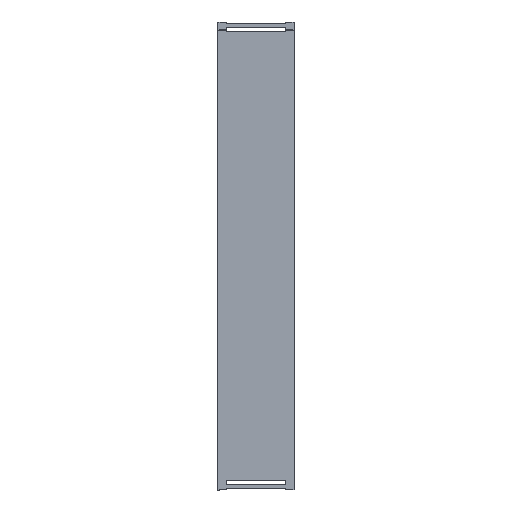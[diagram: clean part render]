
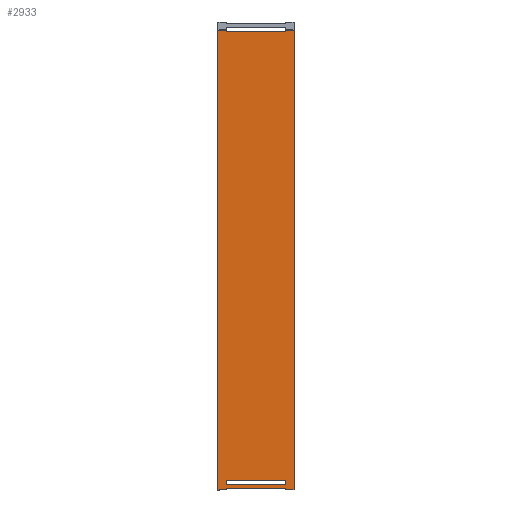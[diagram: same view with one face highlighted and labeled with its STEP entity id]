
A CAD part, front view. The second image highlights one B-rep face of the part: STEP entity #2933.
In plain terms, the highlighted planar face has unit normal (0, -1, 0).
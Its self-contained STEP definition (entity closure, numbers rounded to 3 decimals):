
#132=CARTESIAN_POINT('',(240.,0.,2995.555));
#139=DIRECTION('',(0.,0.,1.));
#140=VECTOR('',#139,7.097);
#141=CARTESIAN_POINT('',(240.,0.,2988.458));
#142=LINE('',#141,#140);
#234=DIRECTION('',(-1.,0.,0.));
#235=VECTOR('',#234,376.);
#236=CARTESIAN_POINT('',(238.,0.,38.125));
#237=LINE('',#236,#235);
#246=DIRECTION('',(0.,0.,1.));
#247=VECTOR('',#246,21.417);
#248=CARTESIAN_POINT('',(240.,0.,40.125));
#249=LINE('',#248,#247);
#258=DIRECTION('',(1.,0.,0.));
#259=VECTOR('',#258,376.);
#260=CARTESIAN_POINT('',(-138.,0.,63.542));
#261=LINE('',#260,#259);
#266=CARTESIAN_POINT('',(-138.,0.,10.708));
#267=DIRECTION('',(0.,1.,0.));
#268=DIRECTION('',(-1.,0.,0.));
#269=AXIS2_PLACEMENT_3D('',#266,#267,#268);
#271=DIRECTION('',(0.707,0.,0.707));
#272=VECTOR('',#271,4.243);
#273=CARTESIAN_POINT('',(-143.,0.,0.));
#274=LINE('',#273,#272);
#275=CARTESIAN_POINT('',(-138.,0.,2988.458));
#276=DIRECTION('',(0.,1.,0.));
#277=DIRECTION('',(0.,0.,-1.));
#278=AXIS2_PLACEMENT_3D('',#275,#276,#277);
#280=CARTESIAN_POINT('',(238.,0.,2988.458));
#281=DIRECTION('',(0.,1.,0.));
#282=DIRECTION('',(1.,0.,0.));
#283=AXIS2_PLACEMENT_3D('',#280,#281,#282);
#285=DIRECTION('',(0.707,0.,-0.707));
#286=VECTOR('',#285,4.243);
#287=CARTESIAN_POINT('',(240.,0.,3.));
#288=LINE('',#287,#286);
#289=CARTESIAN_POINT('',(238.,0.,10.708));
#290=DIRECTION('',(0.,1.,0.));
#291=DIRECTION('',(0.,0.,1.));
#292=AXIS2_PLACEMENT_3D('',#289,#290,#291);
#294=CARTESIAN_POINT('',(238.,0.,40.125));
#295=DIRECTION('',(0.,1.,0.));
#296=DIRECTION('',(1.,0.,0.));
#297=AXIS2_PLACEMENT_3D('',#294,#295,#296);
#299=CARTESIAN_POINT('',(238.,0.,61.542));
#300=DIRECTION('',(0.,1.,0.));
#301=DIRECTION('',(0.,0.,1.));
#302=AXIS2_PLACEMENT_3D('',#299,#300,#301);
#304=CARTESIAN_POINT('',(-138.,0.,61.542));
#305=DIRECTION('',(0.,1.,0.));
#306=DIRECTION('',(-1.,0.,0.));
#307=AXIS2_PLACEMENT_3D('',#304,#305,#306);
#309=CARTESIAN_POINT('',(-138.,0.,40.125));
#310=DIRECTION('',(0.,1.,0.));
#311=DIRECTION('',(0.,0.,-1.));
#312=AXIS2_PLACEMENT_3D('',#309,#310,#311);
#314=DIRECTION('',(1.,0.,0.));
#315=VECTOR('',#314,376.);
#316=CARTESIAN_POINT('',(-138.,0.,12.708));
#317=LINE('',#316,#315);
#330=DIRECTION('',(0.,0.,1.));
#331=VECTOR('',#330,7.708);
#332=CARTESIAN_POINT('',(240.,0.,3.));
#333=LINE('',#332,#331);
#377=DIRECTION('',(-1.,0.,0.));
#378=VECTOR('',#377,55.);
#379=CARTESIAN_POINT('',(298.,0.,0.));
#380=LINE('',#379,#378);
#738=CARTESIAN_POINT('',(298.,0.,2995.555));
#756=DIRECTION('',(0.,0.,-1.));
#757=VECTOR('',#756,2995.555);
#758=CARTESIAN_POINT('',(298.,0.,2995.555));
#759=LINE('',#758,#757);
#764=DIRECTION('',(1.,0.,0.));
#765=VECTOR('',#764,58.);
#766=CARTESIAN_POINT('',(240.,0.,2995.555));
#767=LINE('',#766,#765);
#1102=DIRECTION('',(0.,0.,-1.));
#1103=VECTOR('',#1102,7.708);
#1104=CARTESIAN_POINT('',(-140.,0.,10.708));
#1105=LINE('',#1104,#1103);
#1122=DIRECTION('',(-1.,0.,0.));
#1123=VECTOR('',#1122,55.);
#1124=CARTESIAN_POINT('',(-143.,0.,0.));
#1125=LINE('',#1124,#1123);
#1612=DIRECTION('',(0.,0.,-1.));
#1613=VECTOR('',#1612,7.097);
#1614=CARTESIAN_POINT('',(-140.,0.,2995.555));
#1615=LINE('',#1614,#1613);
#1654=DIRECTION('',(-1.,0.,0.));
#1655=VECTOR('',#1654,376.);
#1656=CARTESIAN_POINT('',(238.,0.,2986.458));
#1657=LINE('',#1656,#1655);
#1666=DIRECTION('',(1.,0.,0.));
#1667=VECTOR('',#1666,58.);
#1668=CARTESIAN_POINT('',(-198.,0.,
2995.555));
#1669=LINE('',#1668,#1667);
#1698=DIRECTION('',(0.,0.,1.));
#1699=VECTOR('',#1698,2995.555);
#1700=CARTESIAN_POINT('',(-198.,0.,0.));
#1701=LINE('',#1700,#1699);
#2044=DIRECTION('',(0.,0.,-1.));
#2045=VECTOR('',#2044,21.417);
#2046=CARTESIAN_POINT('',(-140.,0.,61.542));
#2047=LINE('',#2046,#2045);
#2094=CARTESIAN_POINT('',(-198.,0.,0.));
#2096=VERTEX_POINT('',#2094);
#2154=CARTESIAN_POINT('',(-198.,0.,2995.555));
#2155=VERTEX_POINT('',#2154);
#2164=CARTESIAN_POINT('',(-143.,0.,0.));
#2166=VERTEX_POINT('',#2164);
#2222=CARTESIAN_POINT('',(-140.,0.,10.708));
#2223=CARTESIAN_POINT('',(-138.,0.,12.708));
#2224=VERTEX_POINT('',#2222);
#2225=VERTEX_POINT('',#2223);
#2226=CARTESIAN_POINT('',(-140.,0.,3.));
#2227=VERTEX_POINT('',#2226);
#2230=CARTESIAN_POINT('',(-140.,0.,2995.555));
#2231=VERTEX_POINT('',#2230);
#2236=CARTESIAN_POINT('',(-138.,0.,2986.458));
#2237=CARTESIAN_POINT('',(-140.,0.,2988.458));
#2238=VERTEX_POINT('',#2236);
#2239=VERTEX_POINT('',#2237);
#2240=CARTESIAN_POINT('',(-138.,0.,38.125));
#2241=CARTESIAN_POINT('',(-140.,0.,40.125));
#2242=VERTEX_POINT('',#2240);
#2243=VERTEX_POINT('',#2241);
#2246=CARTESIAN_POINT('',(-140.,0.,61.542));
#2247=VERTEX_POINT('',#2246);
#2248=CARTESIAN_POINT('',(-138.,0.,63.542));
#2249=VERTEX_POINT('',#2248);
#2410=VERTEX_POINT('',#738);
#2426=CARTESIAN_POINT('',(243.,0.,0.));
#2428=VERTEX_POINT('',#2426);
#2435=CARTESIAN_POINT('',(298.,0.,0.));
#2437=VERTEX_POINT('',#2435);
#2460=VERTEX_POINT('',#132);
#2497=CARTESIAN_POINT('',(238.,0.,12.708));
#2498=CARTESIAN_POINT('',(240.,0.,10.708));
#2499=VERTEX_POINT('',#2497);
#2500=VERTEX_POINT('',#2498);
#2501=CARTESIAN_POINT('',(238.,0.,63.542));
#2502=CARTESIAN_POINT('',(240.,0.,61.542));
#2503=VERTEX_POINT('',#2501);
#2504=VERTEX_POINT('',#2502);
#2505=CARTESIAN_POINT('',(240.,0.,40.125));
#2506=CARTESIAN_POINT('',(238.,0.,38.125));
#2507=VERTEX_POINT('',#2505);
#2508=VERTEX_POINT('',#2506);
#2509=CARTESIAN_POINT('',(240.,0.,2988.458));
#2510=CARTESIAN_POINT('',(238.,0.,2986.458));
#2511=VERTEX_POINT('',#2509);
#2512=VERTEX_POINT('',#2510);
#2513=CARTESIAN_POINT('',(240.,0.,3.));
#2514=VERTEX_POINT('',#2513);
#2878=CARTESIAN_POINT('',(0.,0.,3050.));
#2879=DIRECTION('',(0.,1.,0.));
#2880=DIRECTION('',(-1.,0.,0.));
#2881=AXIS2_PLACEMENT_3D('',#2878,#2879,#2880);
#2882=PLANE('',#2881);
#2884=ORIENTED_EDGE('',*,*,#2883,.F.);
#2886=ORIENTED_EDGE('',*,*,#2885,.F.);
#2888=ORIENTED_EDGE('',*,*,#2887,.T.);
#2890=ORIENTED_EDGE('',*,*,#2889,.F.);
#2892=ORIENTED_EDGE('',*,*,#2891,.T.);
#2894=ORIENTED_EDGE('',*,*,#2893,.T.);
#2896=ORIENTED_EDGE('',*,*,#2895,.T.);
#2898=ORIENTED_EDGE('',*,*,#2897,.T.);
#2900=ORIENTED_EDGE('',*,*,#2899,.F.);
#2902=ORIENTED_EDGE('',*,*,#2901,.F.);
#2904=ORIENTED_EDGE('',*,*,#2903,.F.);
#2905=ORIENTED_EDGE('',*,*,#2723,.T.);
#2907=ORIENTED_EDGE('',*,*,#2906,.T.);
#2909=ORIENTED_EDGE('',*,*,#2908,.T.);
#2911=ORIENTED_EDGE('',*,*,#2910,.T.);
#2913=ORIENTED_EDGE('',*,*,#2912,.F.);
#2915=ORIENTED_EDGE('',*,*,#2914,.T.);
#2917=ORIENTED_EDGE('',*,*,#2916,.F.);
#2918=EDGE_LOOP('',(#2884,#2886,#2888,#2890,#2892,#2894,#2896,#2898,#2900,#2902,
#2904,#2905,#2907,#2909,#2911,#2913,#2915,#2917));
#2919=FACE_OUTER_BOUND('',#2918,.F.);
#2920=ORIENTED_EDGE('',*,*,#2815,.F.);
#2921=ORIENTED_EDGE('',*,*,#2829,.F.);
#2922=ORIENTED_EDGE('',*,*,#2843,.T.);
#2923=ORIENTED_EDGE('',*,*,#2857,.F.);
#2924=ORIENTED_EDGE('',*,*,#2869,.F.);
#2926=ORIENTED_EDGE('',*,*,#2925,.F.);
#2928=ORIENTED_EDGE('',*,*,#2927,.T.);
#2930=ORIENTED_EDGE('',*,*,#2929,.F.);
#2931=EDGE_LOOP('',(#2920,#2921,#2922,#2923,#2924,#2926,#2928,#2930));
#2932=FACE_BOUND('',#2931,.F.);
#2933=ADVANCED_FACE('',(#2919,#2932),#2882,.F.);
#270=CIRCLE('',#269,2.);
#279=CIRCLE('',#278,2.);
#284=CIRCLE('',#283,2.);
#293=CIRCLE('',#292,2.);
#298=CIRCLE('',#297,2.);
#303=CIRCLE('',#302,2.);
#308=CIRCLE('',#307,2.);
#313=CIRCLE('',#312,2.);
#2723=EDGE_CURVE('',#2511,#2460,#142,.T.);
#2815=EDGE_CURVE('',#2508,#2242,#237,.T.);
#2829=EDGE_CURVE('',#2507,#2508,#298,.T.);
#2843=EDGE_CURVE('',#2507,#2504,#249,.T.);
#2857=EDGE_CURVE('',#2503,#2504,#303,.T.);
#2869=EDGE_CURVE('',#2249,#2503,#261,.T.);
#2883=EDGE_CURVE('',#2225,#2499,#317,.T.);
#2885=EDGE_CURVE('',#2224,#2225,#270,.T.);
#2887=EDGE_CURVE('',#2224,#2227,#1105,.T.);
#2889=EDGE_CURVE('',#2166,#2227,#274,.T.);
#2891=EDGE_CURVE('',#2166,#2096,#1125,.T.);
#2893=EDGE_CURVE('',#2096,#2155,#1701,.T.);
#2895=EDGE_CURVE('',#2155,#2231,#1669,.T.);
#2897=EDGE_CURVE('',#2231,#2239,#1615,.T.);
#2899=EDGE_CURVE('',#2238,#2239,#279,.T.);
#2901=EDGE_CURVE('',#2512,#2238,#1657,.T.);
#2903=EDGE_CURVE('',#2511,#2512,#284,.T.);
#2906=EDGE_CURVE('',#2460,#2410,#767,.T.);
#2908=EDGE_CURVE('',#2410,#2437,#759,.T.);
#2910=EDGE_CURVE('',#2437,#2428,#380,.T.);
#2912=EDGE_CURVE('',#2514,#2428,#288,.T.);
#2914=EDGE_CURVE('',#2514,#2500,#333,.T.);
#2916=EDGE_CURVE('',#2499,#2500,#293,.T.);
#2925=EDGE_CURVE('',#2247,#2249,#308,.T.);
#2927=EDGE_CURVE('',#2247,#2243,#2047,.T.);
#2929=EDGE_CURVE('',#2242,#2243,#313,.T.);
